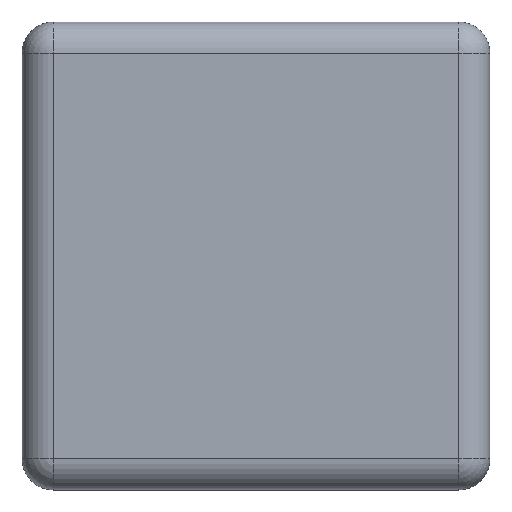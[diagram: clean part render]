
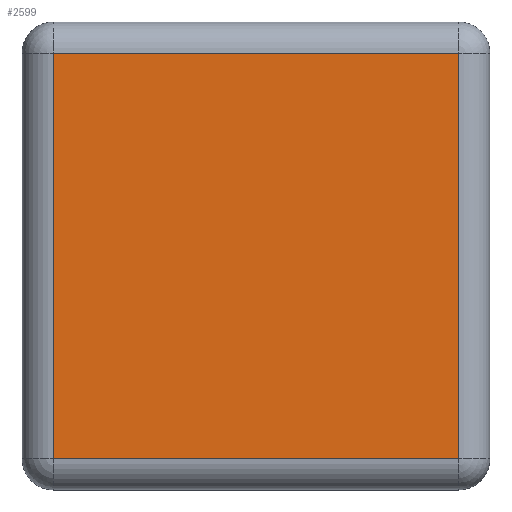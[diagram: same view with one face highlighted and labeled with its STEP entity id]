
A CAD part, top view. The second image highlights one B-rep face of the part: STEP entity #2599.
In plain terms, the highlighted planar face has unit normal (0, 0, 1).
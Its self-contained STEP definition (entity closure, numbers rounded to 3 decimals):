
#2436 = VERTEX_POINT('',#2437);
#2437 = CARTESIAN_POINT('',(19.5,-19.5,8.));
#2444 = EDGE_CURVE('',#2436,#2445,#2447,.T.);
#2445 = VERTEX_POINT('',#2446);
#2446 = CARTESIAN_POINT('',(19.5,19.5,8.));
#2447 = LINE('',#2448,#2449);
#2448 = CARTESIAN_POINT('',(19.5,-22.5,8.));
#2449 = VECTOR('',#2450,1.);
#2450 = DIRECTION('',(0.,1.,0.));
#2503 = EDGE_CURVE('',#2436,#2504,#2506,.T.);
#2504 = VERTEX_POINT('',#2505);
#2505 = CARTESIAN_POINT('',(-19.5,-19.5,8.));
#2506 = LINE('',#2507,#2508);
#2507 = CARTESIAN_POINT('',(22.5,-19.5,8.));
#2508 = VECTOR('',#2509,1.);
#2509 = DIRECTION('',(-1.,0.,0.));
#2528 = EDGE_CURVE('',#2445,#2529,#2531,.T.);
#2529 = VERTEX_POINT('',#2530);
#2530 = CARTESIAN_POINT('',(-19.5,19.5,8.));
#2531 = LINE('',#2532,#2533);
#2532 = CARTESIAN_POINT('',(22.5,19.5,8.));
#2533 = VECTOR('',#2534,1.);
#2534 = DIRECTION('',(-1.,0.,0.));
#2587 = EDGE_CURVE('',#2504,#2529,#2588,.T.);
#2588 = LINE('',#2589,#2590);
#2589 = CARTESIAN_POINT('',(-19.5,-22.5,8.));
#2590 = VECTOR('',#2591,1.);
#2591 = DIRECTION('',(0.,1.,0.));
#2599 = ADVANCED_FACE('',(#2600),#2606,.F.);
#2600 = FACE_BOUND('',#2601,.F.);
#2601 = EDGE_LOOP('',(#2602,#2603,#2604,#2605));
#2602 = ORIENTED_EDGE('',*,*,#2444,.F.);
#2603 = ORIENTED_EDGE('',*,*,#2503,.T.);
#2604 = ORIENTED_EDGE('',*,*,#2587,.T.);
#2605 = ORIENTED_EDGE('',*,*,#2528,.F.);
#2606 = PLANE('',#2607);
#2607 = AXIS2_PLACEMENT_3D('',#2608,#2609,#2610);
#2608 = CARTESIAN_POINT('',(22.5,-22.5,8.));
#2609 = DIRECTION('',(0.,0.,-1.));
#2610 = DIRECTION('',(-1.,0.,0.));
